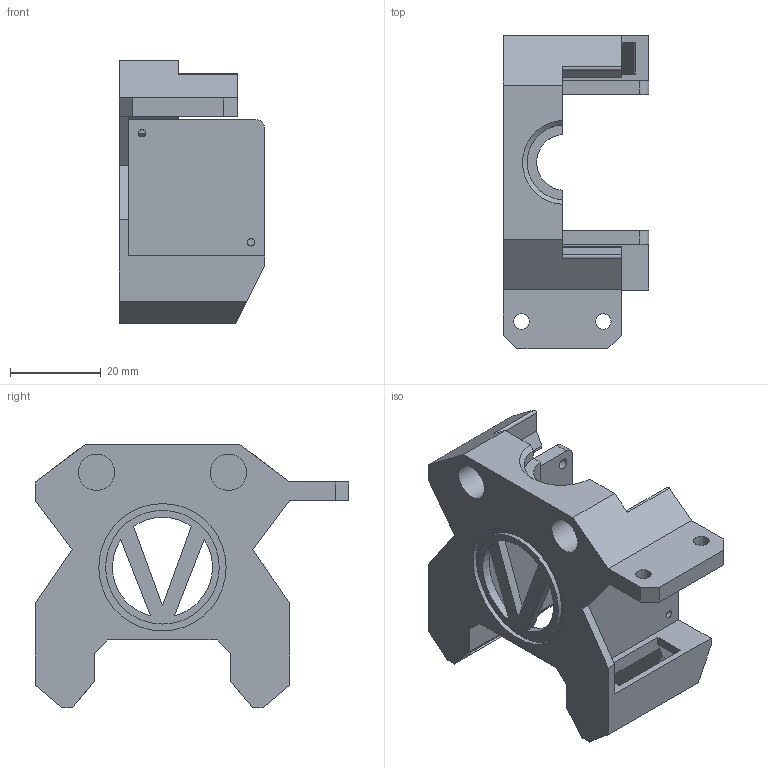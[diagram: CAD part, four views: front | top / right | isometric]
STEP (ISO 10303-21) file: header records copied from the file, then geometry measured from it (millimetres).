
FILE_DESCRIPTION(/* description */ (''),/* implementation_level */ '2;1');
FILE_NAME(/* name */ 'X Carrier Hotend Buddy.step',/* time_stamp */ '2021-05-21T17:55:41+02:00',/* author */ (''),/* organization */ (''),/* preprocessor_version */ 'ST-DEVELOPER v18.1',/* originating_system */ 'Autodesk Translation Framework v10.6.0.1341',/* authorisation */ '');
FILE_SCHEMA (('AUTOMOTIVE_DESIGN { 1 0 10303 214 3 1 1 }'));
Length unit declared in the file: millimetre
Products named in the file (1): Layer Fan Shroud_1x
Bounding box: 32 x 69 x 57.85 mm (x, y, z)
Volume: 22637.9 mm3; surface area: 16323.7 mm2
Topology: 1 solids, 1 shells, 114 faces, 322 edges, 212 vertices
Faces by surface type: plane 89, cylinder 24, cone 1
Full cylindrical faces by diameter (mm): 1.623 x2, 2.4 x2, 3.4 x2, 4 x2, 8 x2, 25 x1, 28 x1
Entity records: 3736 total; most frequent: CARTESIAN_POINT 653, ORIENTED_EDGE 644, DIRECTION 602, EDGE_CURVE 322, LINE 268, VECTOR 268, VERTEX_POINT 212, AXIS2_PLACEMENT_3D 167
